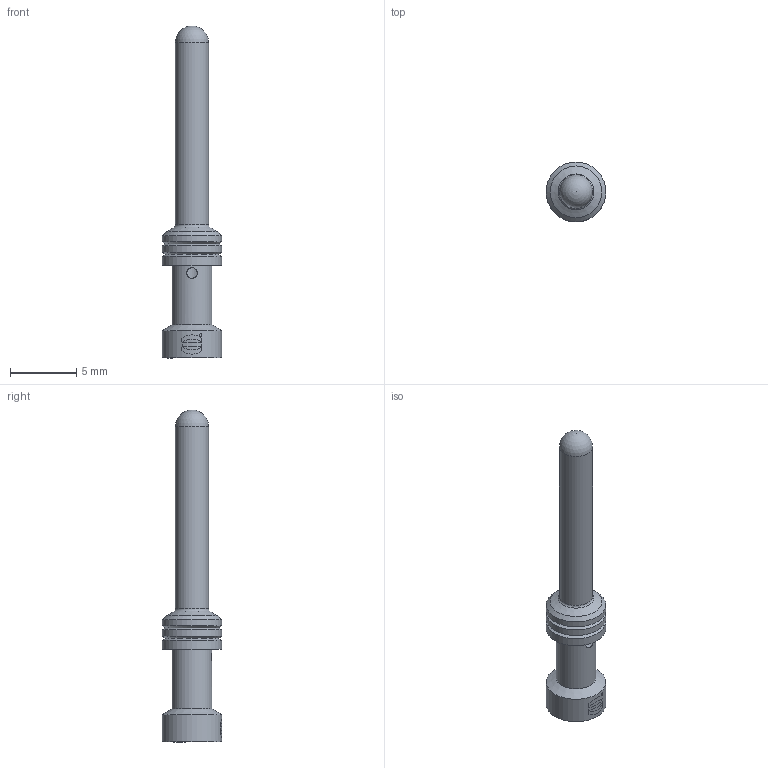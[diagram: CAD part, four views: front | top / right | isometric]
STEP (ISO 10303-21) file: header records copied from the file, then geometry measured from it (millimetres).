
FILE_DESCRIPTION(/* description */ (''),/* implementation_level */ '2;1');
FILE_NAME(/* name */ '100552443ugm000_b.stp',/* time_stamp */ '2017-09-28T16:06:29+02:00',/* author */ (''),/* organization */ (''),/* preprocessor_version */ 'ST-DEVELOPER v16',/* originating_system */ 'SIEMENS PLM Software NX 10.0',/* authorisation */ '');
FILE_SCHEMA (('AUTOMOTIVE_DESIGN { 1 0 10303 214 3 1 1 1 }'));
Length unit declared in the file: millimetre
Products named in the file (1): 100552443ugm000_b
Bounding box: 4.5 x 4.5 x 25 mm (x, y, z)
Volume: 155.6 mm3; surface area: 318.8 mm2
Topology: 1 solids, 1 shells, 25 faces, 55 edges, 38 vertices
Faces by surface type: cylinder 12, cone 9, plane 2, sphere 1, bspline 1
Full cylindrical faces by diameter (mm): 0.8 x1, 1.75 x1, 2.5 x1, 3 x1, 4.5 x4
Entity records: 853 total; most frequent: CARTESIAN_POINT 298, DIRECTION 98, ORIENTED_EDGE 68, EDGE_LOOP 50, FACE_BOUND 48, AXIS2_PLACEMENT_3D 46, VERTEX_POINT 36, EDGE_CURVE 34
